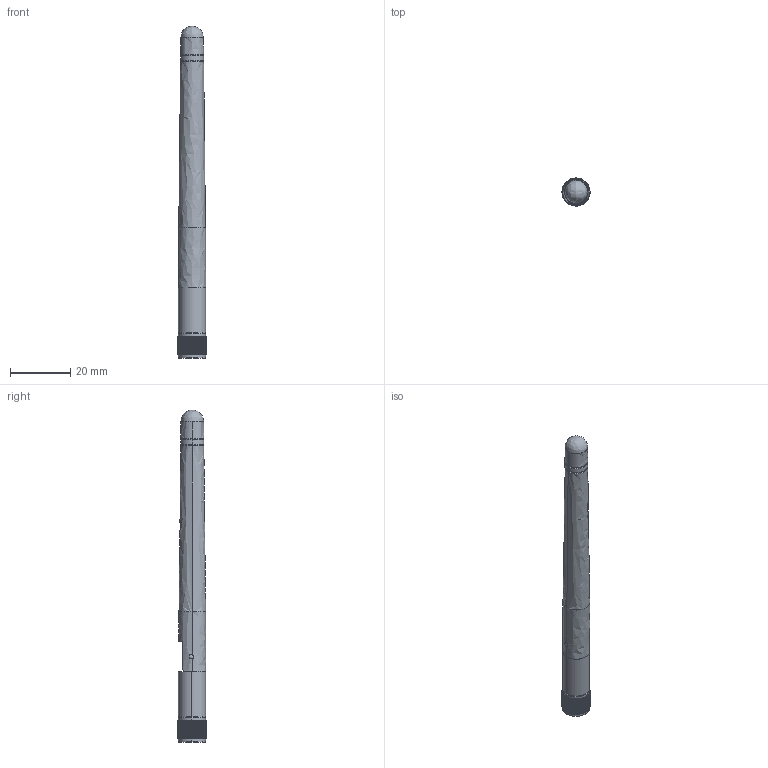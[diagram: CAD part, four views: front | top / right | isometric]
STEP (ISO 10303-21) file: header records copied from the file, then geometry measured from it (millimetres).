
FILE_DESCRIPTION (( 'STEP AP214' ), '1' );
FILE_NAME ('User Library-433Mhz Antenna SMA.STEP', '2018-11-07T19:19:09', ( '' ), ( '' ), 'SwSTEP 2.0', 'SolidWorks 2018', '' );
FILE_SCHEMA (( 'AUTOMOTIVE_DESIGN' ));
Length unit declared in the file: millimetre
Products named in the file (1): User Library-433Mhz Antenna SMA
Bounding box: 9.33 x 9.33 x 110.21 mm (x, y, z)
Volume: 5788.1 mm3; surface area: 3701.2 mm2
Topology: 2 solids, 2 shells, 264 faces, 741 edges, 490 vertices
Faces by surface type: plane 155, bspline 75, cylinder 30, cone 4
Entity records: 13595 total; most frequent: CARTESIAN_POINT 4745, ORIENTED_EDGE 1474, DIRECTION 899, EDGE_CURVE 737, VERTEX_POINT 490, VECTOR 403, LINE 403, EDGE_LOOP 281
